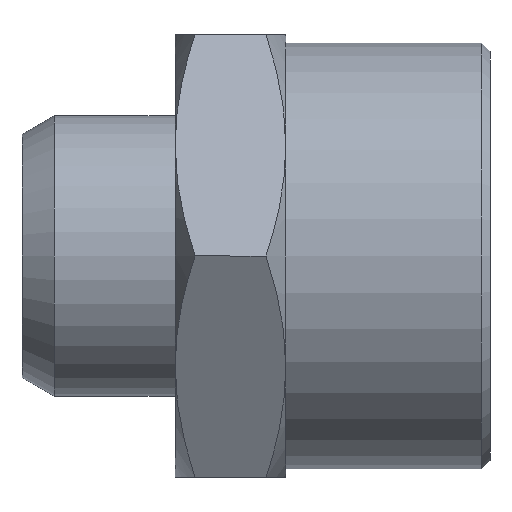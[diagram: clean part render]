
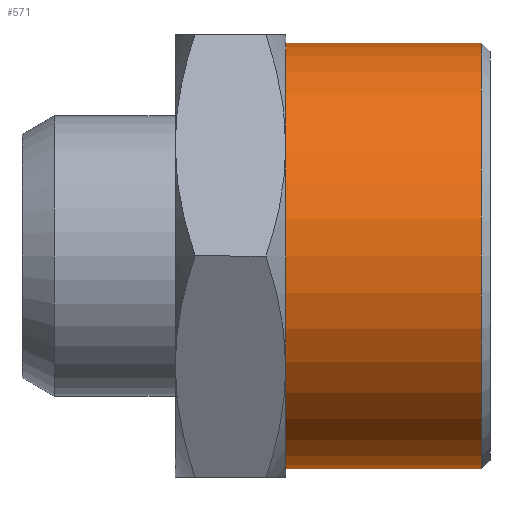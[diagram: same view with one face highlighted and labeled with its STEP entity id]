
A CAD part, left-side view. The second image highlights one B-rep face of the part: STEP entity #571.
In plain terms, the highlighted cylindrical face has radius 12.5 mm (diameter 25 mm), a full revolution.
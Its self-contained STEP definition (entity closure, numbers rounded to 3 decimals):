
#14 = AXIS2_PLACEMENT_3D ( 'NONE', #232, #238, #241 ) ;
#15 = AXIS2_PLACEMENT_3D ( 'NONE', #137, #138, #139 ) ;
#85 = EDGE_CURVE ( 'NONE', #801, #801, #751, .T. ) ;
#100 = EDGE_CURVE ( 'NONE', #800, #800, #734, .T. ) ;
#114 = AXIS2_PLACEMENT_3D ( 'NONE', #427, #428, #425 ) ;
#137 = CARTESIAN_POINT ( 'NONE',  ( 0., 0.5, 0. ) ) ;
#138 = DIRECTION ( 'NONE',  ( 0., 1., 0. ) ) ;
#139 = DIRECTION ( 'NONE',  ( 0., 0., 1. ) ) ;
#232 = CARTESIAN_POINT ( 'NONE',  ( 0., 12., 0. ) ) ;
#238 = DIRECTION ( 'NONE',  ( 0., 1., 0. ) ) ;
#241 = DIRECTION ( 'NONE',  ( 0., 0., -1. ) ) ;
#425 = DIRECTION ( 'NONE',  ( 0., 0., -1. ) ) ;
#427 = CARTESIAN_POINT ( 'NONE',  ( 0., 12., 0. ) ) ;
#428 = DIRECTION ( 'NONE',  ( 0., -1., 0. ) ) ;
#484 = CARTESIAN_POINT ( 'NONE',  ( 0., 0.5, 12.5 ) ) ;
#489 = CARTESIAN_POINT ( 'NONE',  ( 0., 12., -12.5 ) ) ;
#571 = ADVANCED_FACE ( 'NONE', ( #864, #848 ), #845, .T. ) ;
#598 = ORIENTED_EDGE ( 'NONE', *, *, #100, .F. ) ;
#609 = ORIENTED_EDGE ( 'NONE', *, *, #85, .T. ) ;
#688 = EDGE_LOOP ( 'NONE', ( #609 ) ) ;
#705 = EDGE_LOOP ( 'NONE', ( #598 ) ) ;
#734 = CIRCLE ( 'NONE', #14, 12.5 ) ;
#751 = CIRCLE ( 'NONE', #15, 12.5 ) ;
#800 = VERTEX_POINT ( 'NONE', #489 ) ;
#801 = VERTEX_POINT ( 'NONE', #484 ) ;
#845 = CYLINDRICAL_SURFACE ( 'NONE', #114, 12.5 ) ;
#848 = FACE_OUTER_BOUND ( 'NONE', #705, .T. ) ;
#864 = FACE_OUTER_BOUND ( 'NONE', #688, .T. ) ;
